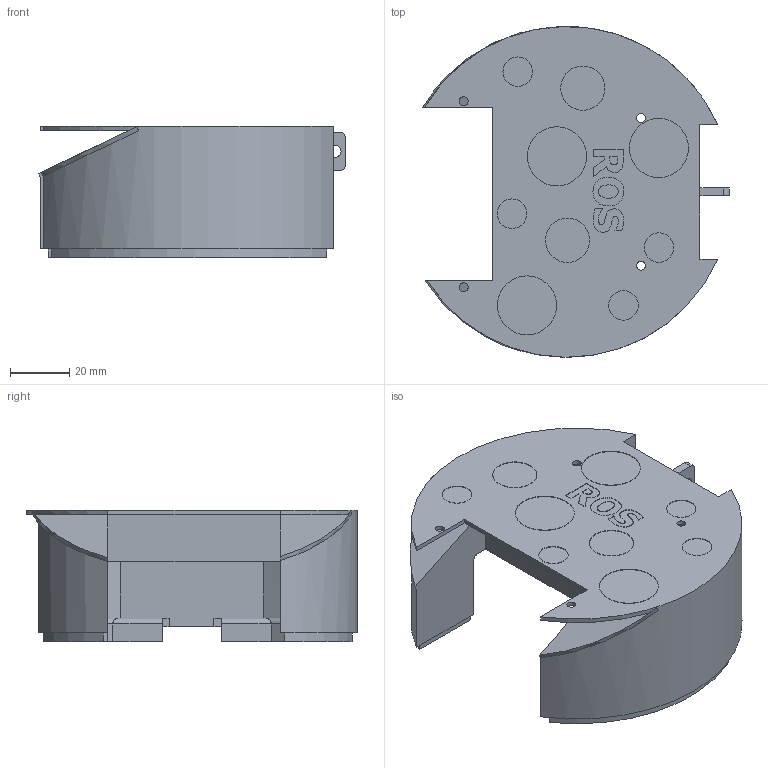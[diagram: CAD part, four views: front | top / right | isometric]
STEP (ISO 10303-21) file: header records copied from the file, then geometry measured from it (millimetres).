
FILE_DESCRIPTION(/* description */ (''),/* implementation_level */ '2;1');
FILE_NAME(/* name */ 'canDynamix_Top.stp',/* time_stamp */ '2017-11-30T18:14:14+09:00',/* author */ ('tlsru'),/* organization */ (''),/* preprocessor_version */ 'ST-DEVELOPER v15.6',/* originating_system */ 'Autodesk Inventor 2015',/* authorisation */ '');
FILE_SCHEMA (('AUTOMOTIVE_DESIGN { 1 0 10303 214 3 1 1 }'));
Length unit declared in the file: millimetre
Products named in the file (1): canDynamix_Top
Bounding box: 103.94 x 111.98 x 44.5 mm (x, y, z)
Volume: 37267.6 mm3; surface area: 47704.9 mm2
Topology: 1 solids, 1 shells, 180 faces, 478 edges, 316 vertices
Faces by surface type: plane 102, cylinder 39, bspline 37, torus 2
Full cylindrical faces by diameter (mm): 3 x4, 4.013 x1, 10 x4, 15 x2, 20 x3
Entity records: 5794 total; most frequent: CARTESIAN_POINT 1474, ORIENTED_EDGE 928, DIRECTION 767, EDGE_CURVE 464, VERTEX_POINT 316, LINE 301, VECTOR 301, AXIS2_PLACEMENT_3D 233
